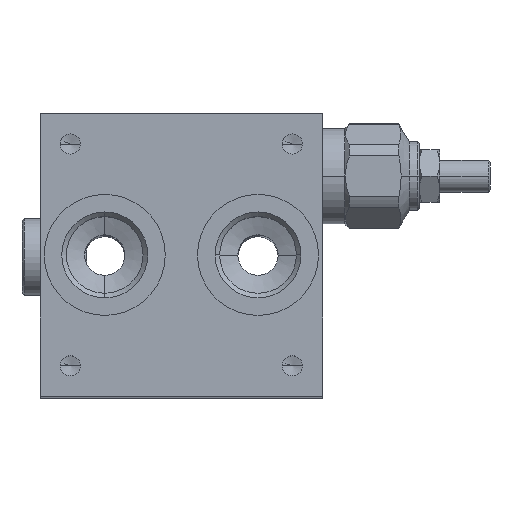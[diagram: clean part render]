
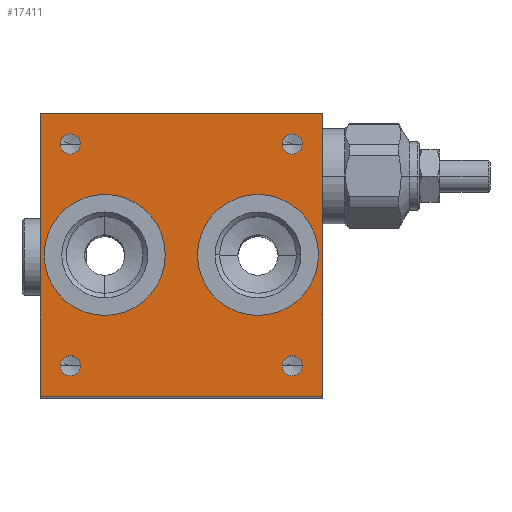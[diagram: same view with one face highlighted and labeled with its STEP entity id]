
A CAD part, top view. The second image highlights one B-rep face of the part: STEP entity #17411.
In plain terms, the highlighted planar face has unit normal (0, 0, 1).
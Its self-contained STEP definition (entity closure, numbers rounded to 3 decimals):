
#378=DIRECTION('',(0.,1.,0.));
#379=VECTOR('',#378,70.);
#380=CARTESIAN_POINT('',(35.,-35.,155.));
#381=LINE('',#380,#379);
#1700=DIRECTION('',(-1.,0.,0.));
#1701=VECTOR('',#1700,70.);
#1702=CARTESIAN_POINT('',(35.,35.,155.));
#1703=LINE('',#1702,#1701);
#2148=CARTESIAN_POINT('',(19.,0.,155.));
#2149=DIRECTION('',(0.,0.,1.));
#2150=DIRECTION('',(-1.,0.,0.));
#2151=AXIS2_PLACEMENT_3D('',#2148,#2149,#2150);
#2153=CARTESIAN_POINT('',(19.,0.,155.));
#2154=DIRECTION('',(0.,0.,1.));
#2155=DIRECTION('',(1.,0.,0.));
#2156=AXIS2_PLACEMENT_3D('',#2153,#2154,#2155);
#2158=CARTESIAN_POINT('',(-19.,0.,155.));
#2159=DIRECTION('',(0.,0.,1.));
#2160=DIRECTION('',(0.,1.,0.));
#2161=AXIS2_PLACEMENT_3D('',#2158,#2159,#2160);
#2163=CARTESIAN_POINT('',(-19.,0.,155.));
#2164=DIRECTION('',(0.,0.,1.));
#2165=DIRECTION('',(0.,-1.,0.));
#2166=AXIS2_PLACEMENT_3D('',#2163,#2164,#2165);
#2168=CARTESIAN_POINT('',(-27.5,27.5,155.));
#2169=DIRECTION('',(0.,0.,1.));
#2170=DIRECTION('',(-1.,0.,0.));
#2171=AXIS2_PLACEMENT_3D('',#2168,#2169,#2170);
#2173=CARTESIAN_POINT('',(-27.5,27.5,155.));
#2174=DIRECTION('',(0.,0.,1.));
#2175=DIRECTION('',(1.,0.,0.));
#2176=AXIS2_PLACEMENT_3D('',#2173,#2174,#2175);
#2178=CARTESIAN_POINT('',(27.5,27.5,155.));
#2179=DIRECTION('',(0.,0.,1.));
#2180=DIRECTION('',(-1.,0.,0.));
#2181=AXIS2_PLACEMENT_3D('',#2178,#2179,#2180);
#2183=CARTESIAN_POINT('',(27.5,27.5,155.));
#2184=DIRECTION('',(0.,0.,1.));
#2185=DIRECTION('',(1.,0.,0.));
#2186=AXIS2_PLACEMENT_3D('',#2183,#2184,#2185);
#2188=CARTESIAN_POINT('',(27.5,-27.5,155.));
#2189=DIRECTION('',(0.,0.,1.));
#2190=DIRECTION('',(-1.,0.,0.));
#2191=AXIS2_PLACEMENT_3D('',#2188,#2189,#2190);
#2193=CARTESIAN_POINT('',(27.5,-27.5,155.));
#2194=DIRECTION('',(0.,0.,1.));
#2195=DIRECTION('',(1.,0.,0.));
#2196=AXIS2_PLACEMENT_3D('',#2193,#2194,#2195);
#2198=CARTESIAN_POINT('',(-27.5,-27.5,155.));
#2199=DIRECTION('',(0.,0.,1.));
#2200=DIRECTION('',(-1.,0.,0.));
#2201=AXIS2_PLACEMENT_3D('',#2198,#2199,#2200);
#2203=CARTESIAN_POINT('',(-27.5,-27.5,155.));
#2204=DIRECTION('',(0.,0.,1.));
#2205=DIRECTION('',(1.,0.,0.));
#2206=AXIS2_PLACEMENT_3D('',#2203,#2204,#2205);
#2208=DIRECTION('',(1.,0.,0.));
#2209=VECTOR('',#2208,70.);
#2210=CARTESIAN_POINT('',(-35.,-35.,155.));
#2211=LINE('',#2210,#2209);
#2256=DIRECTION('',(0.,-1.,0.));
#2257=VECTOR('',#2256,70.);
#2258=CARTESIAN_POINT('',(-35.,35.,155.));
#2259=LINE('',#2258,#2257);
#13103=CARTESIAN_POINT('',(35.,-35.,155.));
#13104=VERTEX_POINT('',#13103);
#13105=CARTESIAN_POINT('',(35.,35.,155.));
#13106=VERTEX_POINT('',#13105);
#13175=CARTESIAN_POINT('',(-35.,35.,155.));
#13176=VERTEX_POINT('',#13175);
#13325=CARTESIAN_POINT('',(-35.,-35.,155.));
#13326=VERTEX_POINT('',#13325);
#13327=CARTESIAN_POINT('',(4.,0.,155.));
#13328=CARTESIAN_POINT('',(34.,0.,155.));
#13329=VERTEX_POINT('',#13327);
#13330=VERTEX_POINT('',#13328);
#13331=CARTESIAN_POINT('',(-19.,15.,155.));
#13332=CARTESIAN_POINT('',(-19.,-15.,155.));
#13333=VERTEX_POINT('',#13331);
#13334=VERTEX_POINT('',#13332);
#13335=CARTESIAN_POINT('',(-30.,27.5,155.));
#13336=CARTESIAN_POINT('',(-25.,27.5,155.));
#13337=VERTEX_POINT('',#13335);
#13338=VERTEX_POINT('',#13336);
#13339=CARTESIAN_POINT('',(25.,27.5,155.));
#13340=CARTESIAN_POINT('',(30.,27.5,155.));
#13341=VERTEX_POINT('',#13339);
#13342=VERTEX_POINT('',#13340);
#13343=CARTESIAN_POINT('',(25.,-27.5,155.));
#13344=CARTESIAN_POINT('',(30.,-27.5,155.));
#13345=VERTEX_POINT('',#13343);
#13346=VERTEX_POINT('',#13344);
#13347=CARTESIAN_POINT('',(-30.,-27.5,155.));
#13348=CARTESIAN_POINT('',(-25.,-27.5,155.));
#13349=VERTEX_POINT('',#13347);
#13350=VERTEX_POINT('',#13348);
#17362=CARTESIAN_POINT('',(0.,0.,155.));
#17363=DIRECTION('',(0.,0.,-1.));
#17364=DIRECTION('',(-1.,0.,0.));
#17365=AXIS2_PLACEMENT_3D('',#17362,#17363,#17364);
#17366=PLANE('',#17365);
#17367=ORIENTED_EDGE('',*,*,#16257,.F.);
#17369=ORIENTED_EDGE('',*,*,#17368,.F.);
#17371=ORIENTED_EDGE('',*,*,#17370,.F.);
#17372=ORIENTED_EDGE('',*,*,#17103,.F.);
#17373=EDGE_LOOP('',(#17367,#17369,#17371,#17372));
#17374=FACE_OUTER_BOUND('',#17373,.F.);
#17376=ORIENTED_EDGE('',*,*,#17375,.T.);
#17378=ORIENTED_EDGE('',*,*,#17377,.T.);
#17379=EDGE_LOOP('',(#17376,#17378));
#17380=FACE_BOUND('',#17379,.F.);
#17382=ORIENTED_EDGE('',*,*,#17381,.T.);
#17384=ORIENTED_EDGE('',*,*,#17383,.T.);
#17385=EDGE_LOOP('',(#17382,#17384));
#17386=FACE_BOUND('',#17385,.F.);
#17388=ORIENTED_EDGE('',*,*,#17387,.T.);
#17390=ORIENTED_EDGE('',*,*,#17389,.T.);
#17391=EDGE_LOOP('',(#17388,#17390));
#17392=FACE_BOUND('',#17391,.F.);
#17394=ORIENTED_EDGE('',*,*,#17393,.T.);
#17396=ORIENTED_EDGE('',*,*,#17395,.T.);
#17397=EDGE_LOOP('',(#17394,#17396));
#17398=FACE_BOUND('',#17397,.F.);
#17400=ORIENTED_EDGE('',*,*,#17399,.T.);
#17402=ORIENTED_EDGE('',*,*,#17401,.T.);
#17403=EDGE_LOOP('',(#17400,#17402));
#17404=FACE_BOUND('',#17403,.F.);
#17406=ORIENTED_EDGE('',*,*,#17405,.T.);
#17408=ORIENTED_EDGE('',*,*,#17407,.T.);
#17409=EDGE_LOOP('',(#17406,#17408));
#17410=FACE_BOUND('',#17409,.F.);
#17411=ADVANCED_FACE('',(#17374,#17380,#17386,#17392,#17398,#17404,#17410),
#17366,.F.);
#2152=CIRCLE('',#2151,15.);
#2157=CIRCLE('',#2156,15.);
#2162=CIRCLE('',#2161,15.);
#2167=CIRCLE('',#2166,15.);
#2172=CIRCLE('',#2171,2.5);
#2177=CIRCLE('',#2176,2.5);
#2182=CIRCLE('',#2181,2.5);
#2187=CIRCLE('',#2186,2.5);
#2192=CIRCLE('',#2191,2.5);
#2197=CIRCLE('',#2196,2.5);
#2202=CIRCLE('',#2201,2.5);
#2207=CIRCLE('',#2206,2.5);
#16257=EDGE_CURVE('',#13104,#13106,#381,.T.);
#17103=EDGE_CURVE('',#13106,#13176,#1703,.T.);
#17368=EDGE_CURVE('',#13326,#13104,#2211,.T.);
#17370=EDGE_CURVE('',#13176,#13326,#2259,.T.);
#17375=EDGE_CURVE('',#13329,#13330,#2152,.T.);
#17377=EDGE_CURVE('',#13330,#13329,#2157,.T.);
#17381=EDGE_CURVE('',#13333,#13334,#2162,.T.);
#17383=EDGE_CURVE('',#13334,#13333,#2167,.T.);
#17387=EDGE_CURVE('',#13337,#13338,#2172,.T.);
#17389=EDGE_CURVE('',#13338,#13337,#2177,.T.);
#17393=EDGE_CURVE('',#13341,#13342,#2182,.T.);
#17395=EDGE_CURVE('',#13342,#13341,#2187,.T.);
#17399=EDGE_CURVE('',#13345,#13346,#2192,.T.);
#17401=EDGE_CURVE('',#13346,#13345,#2197,.T.);
#17405=EDGE_CURVE('',#13349,#13350,#2202,.T.);
#17407=EDGE_CURVE('',#13350,#13349,#2207,.T.);
